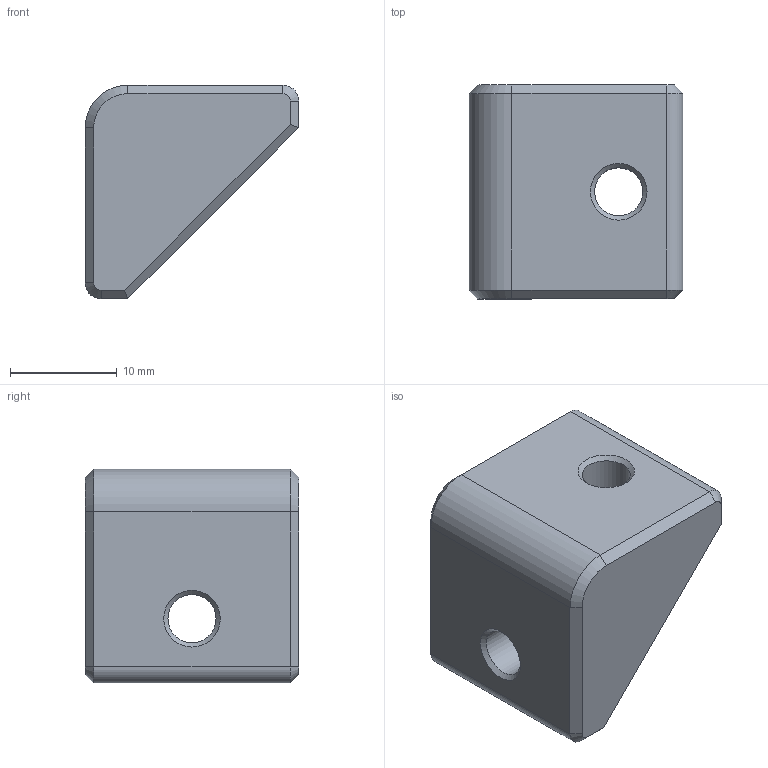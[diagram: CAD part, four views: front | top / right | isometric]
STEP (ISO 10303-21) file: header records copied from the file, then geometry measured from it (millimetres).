
FILE_DESCRIPTION(/* description */ (''),/* implementation_level */ '2;1');
FILE_NAME(/* name */ 'LBracket .step',/* time_stamp */ '2020-12-27T20:30:35+01:00',/* author */ (''),/* organization */ (''),/* preprocessor_version */ 'ST-DEVELOPER v18.1',/* originating_system */ 'Autodesk Translation Framework v9.7.1.1290',/* authorisation */ '');
FILE_SCHEMA (('AUTOMOTIVE_DESIGN { 1 0 10303 214 3 1 1 }'));
Length unit declared in the file: millimetre
Products named in the file (1): LBracket
Bounding box: 20 x 20 x 20 mm (x, y, z)
Volume: 3683 mm3; surface area: 2200.7 mm2
Topology: 1 solids, 1 shells, 38 faces, 84 edges, 48 vertices
Faces by surface type: plane 22, cone 10, cylinder 6
Full cylindrical faces by diameter (mm): 4.5 x2
Entity records: 1059 total; most frequent: DIRECTION 184, CARTESIAN_POINT 171, ORIENTED_EDGE 168, EDGE_CURVE 84, LINE 62, VECTOR 62, AXIS2_PLACEMENT_3D 61, VERTEX_POINT 48
